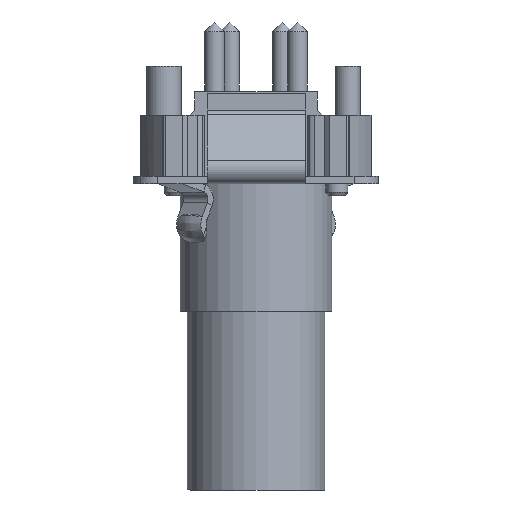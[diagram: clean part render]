
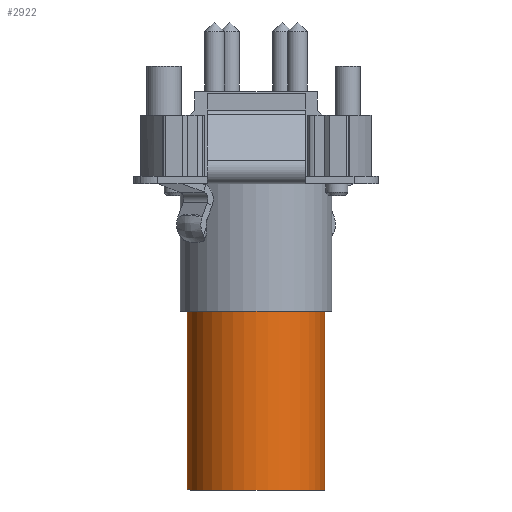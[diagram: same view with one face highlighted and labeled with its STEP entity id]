
A CAD part, front view. The second image highlights one B-rep face of the part: STEP entity #2922.
In plain terms, the highlighted cylindrical face has radius 2.8 mm (diameter 5.6 mm), a partial arc.
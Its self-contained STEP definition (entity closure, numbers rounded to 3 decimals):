
#1738=AXIS2_PLACEMENT_3D('Circle Axis2P3D',#1736,#1737,$) ;
#2909=AXIS2_PLACEMENT_3D('Cylinder Axis2P3D',#2906,#2907,#2908) ;
#2913=AXIS2_PLACEMENT_3D('Circle Axis2P3D',#2911,#2912,$) ;
#1731=CARTESIAN_POINT('Vertex',(2.2,6.05,7.3)) ;
#1733=CARTESIAN_POINT('Vertex',(7.8,6.05,7.3)) ;
#1736=CARTESIAN_POINT('Axis2P3D Location',(5.,6.05,7.3)) ;
#2880=CARTESIAN_POINT('Line Origine',(7.8,6.05,7.5)) ;
#2884=CARTESIAN_POINT('Vertex',(7.8,6.05,0.)) ;
#2891=CARTESIAN_POINT('Vertex',(2.2,6.05,0.)) ;
#2894=CARTESIAN_POINT('Line Origine',(2.2,6.05,7.5)) ;
#2906=CARTESIAN_POINT('Axis2P3D Location',(5.,6.05,7.5)) ;
#2911=CARTESIAN_POINT('Axis2P3D Location',(5.,6.05,0.)) ;
#1737=DIRECTION('Axis2P3D Direction',(0.,0.,-1.)) ;
#2881=DIRECTION('Vector Direction',(0.,0.,-1.)) ;
#2895=DIRECTION('Vector Direction',(0.,0.,-1.)) ;
#2907=DIRECTION('Axis2P3D Direction',(0.,0.,-1.)) ;
#2908=DIRECTION('Axis2P3D XDirection',(1.,0.,0.)) ;
#2912=DIRECTION('Axis2P3D Direction',(0.,0.,-1.)) ;
#2882=VECTOR('Line Direction',#2881,1.) ;
#2896=VECTOR('Line Direction',#2895,1.) ;
#2917=ORIENTED_EDGE('',*,*,#2898,.T.) ;
#2918=ORIENTED_EDGE('',*,*,#2915,.T.) ;
#2919=ORIENTED_EDGE('',*,*,#2886,.T.) ;
#2920=ORIENTED_EDGE('',*,*,#1740,.T.) ;
#2922=ADVANCED_FACE('V1',(#2921),#2910,.T.) ;
#1739=CIRCLE('generated circle',#1738,2.8) ;
#2914=CIRCLE('generated circle',#2913,2.8) ;
#2910=CYLINDRICAL_SURFACE('generated cylinder',#2909,2.8) ;
#1740=EDGE_CURVE('',#1734,#1732,#1739,.T.) ;
#2886=EDGE_CURVE('',#2885,#1734,#2883,.F.) ;
#2898=EDGE_CURVE('',#1732,#2892,#2897,.T.) ;
#2915=EDGE_CURVE('',#2892,#2885,#2914,.F.) ;
#2916=EDGE_LOOP('',(#2917,#2918,#2919,#2920)) ;
#2921=FACE_OUTER_BOUND('',#2916,.T.) ;
#2883=LINE('Line',#2880,#2882) ;
#2897=LINE('Line',#2894,#2896) ;
#1732=VERTEX_POINT('',#1731) ;
#1734=VERTEX_POINT('',#1733) ;
#2885=VERTEX_POINT('',#2884) ;
#2892=VERTEX_POINT('',#2891) ;
